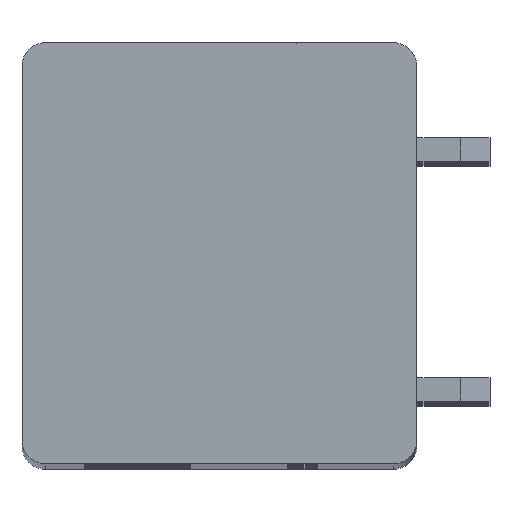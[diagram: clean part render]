
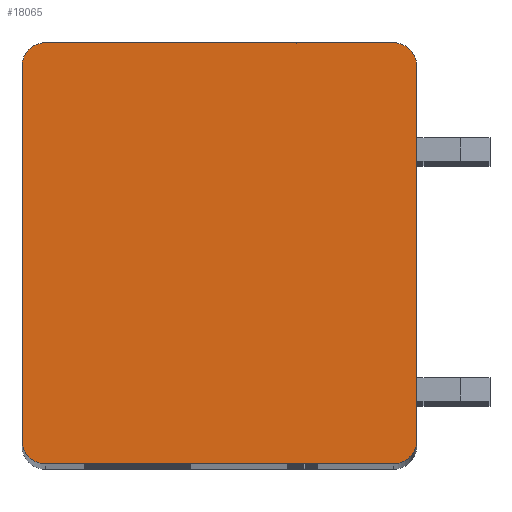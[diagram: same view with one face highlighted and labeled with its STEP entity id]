
A CAD part, top view. The second image highlights one B-rep face of the part: STEP entity #18065.
In plain terms, the highlighted planar face has unit normal (0, 0, 1).
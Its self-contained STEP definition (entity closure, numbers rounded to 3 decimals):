
#2794=CARTESIAN_POINT('',(-5.95,6.4,2.5));
#2795=DIRECTION('',(0.,0.,1.));
#2796=DIRECTION('',(0.,1.,0.));
#2797=AXIS2_PLACEMENT_3D('',#2794,#2795,#2796);
#2799=DIRECTION('',(-1.,0.,0.));
#2800=VECTOR('',#2799,11.9);
#2801=CARTESIAN_POINT('',(5.95,7.2,2.5));
#2802=LINE('',#2801,#2800);
#2803=CARTESIAN_POINT('',(5.95,6.4,2.5));
#2804=DIRECTION('',(0.,0.,1.));
#2805=DIRECTION('',(1.,0.,0.));
#2806=AXIS2_PLACEMENT_3D('',#2803,#2804,#2805);
#2808=DIRECTION('',(0.,1.,0.));
#2809=VECTOR('',#2808,12.8);
#2810=CARTESIAN_POINT('',(6.75,-6.4,2.5));
#2811=LINE('',#2810,#2809);
#2812=CARTESIAN_POINT('',(5.95,-6.4,2.5));
#2813=DIRECTION('',(0.,0.,1.));
#2814=DIRECTION('',(0.,-1.,0.));
#2815=AXIS2_PLACEMENT_3D('',#2812,#2813,#2814);
#2817=DIRECTION('',(1.,0.,0.));
#2818=VECTOR('',#2817,11.9);
#2819=CARTESIAN_POINT('',(-5.95,-7.2,2.5));
#2820=LINE('',#2819,#2818);
#2821=CARTESIAN_POINT('',(-5.95,-6.4,2.5));
#2822=DIRECTION('',(0.,0.,1.));
#2823=DIRECTION('',(-1.,0.,0.));
#2824=AXIS2_PLACEMENT_3D('',#2821,#2822,#2823);
#2826=DIRECTION('',(0.,-1.,0.));
#2827=VECTOR('',#2826,12.8);
#2828=CARTESIAN_POINT('',(-6.75,6.4,2.5));
#2829=LINE('',#2828,#2827);
#13040=CARTESIAN_POINT('',(-5.95,7.2,2.5));
#13041=VERTEX_POINT('',#13040);
#13042=CARTESIAN_POINT('',(-6.75,6.4,2.5));
#13043=VERTEX_POINT('',#13042);
#13048=CARTESIAN_POINT('',(6.75,6.4,2.5));
#13049=VERTEX_POINT('',#13048);
#13050=CARTESIAN_POINT('',(5.95,7.2,2.5));
#13051=VERTEX_POINT('',#13050);
#13056=CARTESIAN_POINT('',(-6.75,-6.4,2.5));
#13057=VERTEX_POINT('',#13056);
#13058=CARTESIAN_POINT('',(-5.95,-7.2,2.5));
#13059=VERTEX_POINT('',#13058);
#13064=CARTESIAN_POINT('',(5.95,-7.2,2.5));
#13065=VERTEX_POINT('',#13064);
#13066=CARTESIAN_POINT('',(6.75,-6.4,2.5));
#13067=VERTEX_POINT('',#13066);
#18050=CARTESIAN_POINT('',(0.,0.,2.5));
#18051=DIRECTION('',(0.,0.,1.));
#18052=DIRECTION('',(1.,0.,0.));
#18053=AXIS2_PLACEMENT_3D('',#18050,#18051,#18052);
#18054=PLANE('',#18053);
#18055=ORIENTED_EDGE('',*,*,#16434,.F.);
#18056=ORIENTED_EDGE('',*,*,#16450,.F.);
#18057=ORIENTED_EDGE('',*,*,#16967,.F.);
#18058=ORIENTED_EDGE('',*,*,#16982,.F.);
#18059=ORIENTED_EDGE('',*,*,#17415,.F.);
#18060=ORIENTED_EDGE('',*,*,#17428,.F.);
#18061=ORIENTED_EDGE('',*,*,#18031,.F.);
#18062=ORIENTED_EDGE('',*,*,#18043,.F.);
#18063=EDGE_LOOP('',(#18055,#18056,#18057,#18058,#18059,#18060,#18061,#18062));
#18064=FACE_OUTER_BOUND('',#18063,.F.);
#2798=CIRCLE('',#2797,0.8);
#2807=CIRCLE('',#2806,0.8);
#2816=CIRCLE('',#2815,0.8);
#2825=CIRCLE('',#2824,0.8);
#16434=EDGE_CURVE('',#13041,#13043,#2798,.T.);
#16450=EDGE_CURVE('',#13051,#13041,#2802,.T.);
#16967=EDGE_CURVE('',#13049,#13051,#2807,.T.);
#16982=EDGE_CURVE('',#13067,#13049,#2811,.T.);
#17415=EDGE_CURVE('',#13065,#13067,#2816,.T.);
#17428=EDGE_CURVE('',#13059,#13065,#2820,.T.);
#18031=EDGE_CURVE('',#13057,#13059,#2825,.T.);
#18043=EDGE_CURVE('',#13043,#13057,#2829,.T.);
#18065=ADVANCED_FACE('',(#18064),#18054,.T.);
